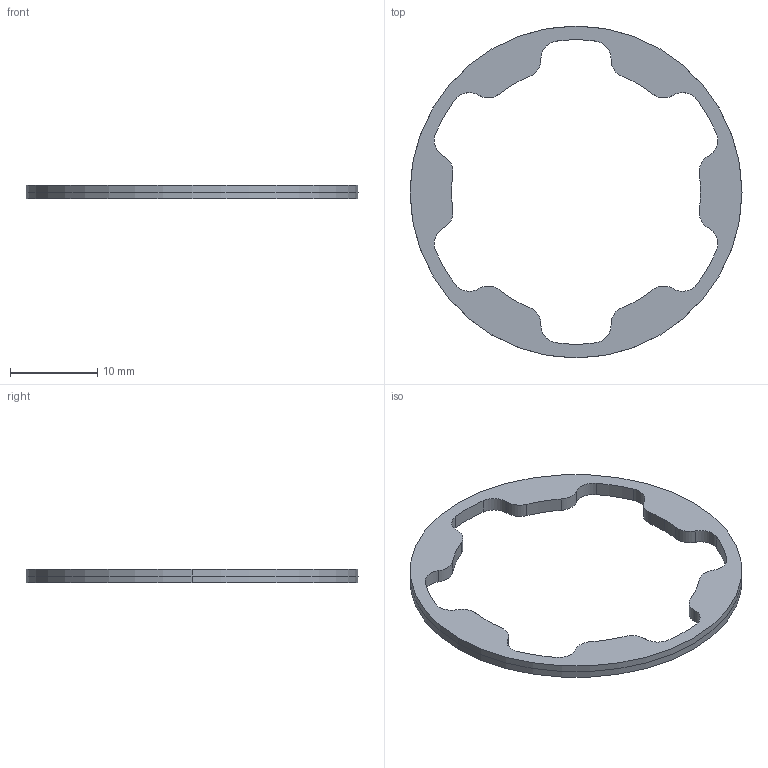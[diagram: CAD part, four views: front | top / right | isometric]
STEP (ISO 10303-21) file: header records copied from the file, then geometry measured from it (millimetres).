
FILE_DESCRIPTION (( 'STEP AP203' ), '1' );
FILE_NAME ('REV-21-2540.STEP', '2022-04-27T19:51:40', ( '' ), ( '' ), 'SwSTEP 2.0', 'SolidWorks 2022', '' );
FILE_SCHEMA (( 'CONFIG_CONTROL_DESIGN' ));
Length unit declared in the file: inch
Products named in the file (1): REV-21-2540
Bounding box: 38.1 x 38.1 x 1.59 mm (x, y, z)
Volume: 549.6 mm3; surface area: 1068.2 mm2
Topology: 1 solids, 1 shells, 51 faces, 145 edges, 96 vertices
Faces by surface type: cylinder 45, cone 4, plane 2
Entity records: 1802 total; most frequent: DIRECTION 345, CARTESIAN_POINT 293, ORIENTED_EDGE 290, AXIS2_PLACEMENT_3D 148, EDGE_CURVE 145, CIRCLE 96, VERTEX_POINT 96, EDGE_LOOP 53
